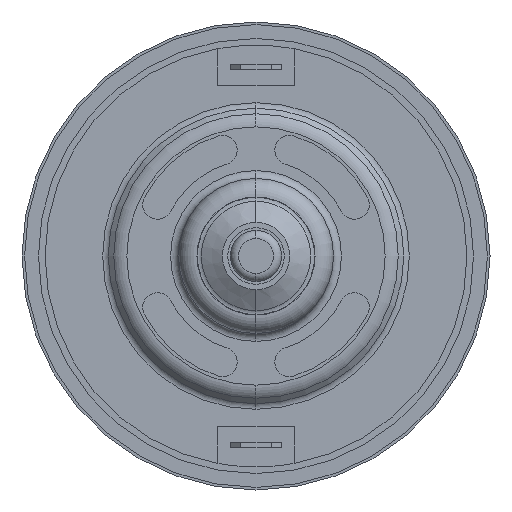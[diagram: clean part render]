
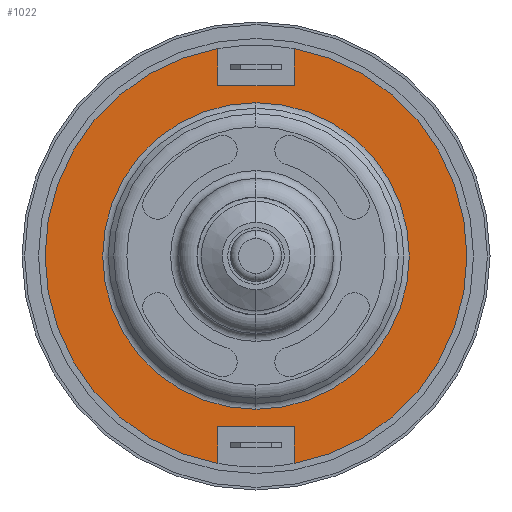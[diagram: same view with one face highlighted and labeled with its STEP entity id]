
A CAD part, left-side view. The second image highlights one B-rep face of the part: STEP entity #1022.
In plain terms, the highlighted planar face has unit normal (-1, 0, 0).
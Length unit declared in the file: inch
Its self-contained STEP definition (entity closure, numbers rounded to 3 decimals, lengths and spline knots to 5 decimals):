
#122 = CIRCLE ( 'NONE', #4794, 0.7985 ) ;
#136 = DIRECTION ( 'NONE',  ( 0., 1., 0. ) ) ;
#220 = CIRCLE ( 'NONE', #238, 0.58043 ) ;
#238 = AXIS2_PLACEMENT_3D ( 'NONE', #2518, #2187, #6242 ) ;
#252 = EDGE_CURVE ( 'NONE', #5326, #1915, #944, .T. ) ;
#320 = AXIS2_PLACEMENT_3D ( 'NONE', #3476, #5638, #1431 ) ;
#392 = VERTEX_POINT ( 'NONE', #1057 ) ;
#401 = VECTOR ( 'NONE', #3910, 39.37008 ) ;
#414 = LINE ( 'NONE', #2726, #401 ) ;
#509 = DIRECTION ( 'NONE',  ( 0., 0., 1. ) ) ;
#537 = CARTESIAN_POINT ( 'NONE',  ( 0.075, -0.144, -0.78541 ) ) ;
#611 = CIRCLE ( 'NONE', #4949, 0.7985 ) ;
#825 = CARTESIAN_POINT ( 'NONE',  ( 0.075, 0.144, 0.64541 ) ) ;
#855 = VECTOR ( 'NONE', #2503, 39.37008 ) ;
#944 = LINE ( 'NONE', #3666, #855 ) ;
#1022 = ADVANCED_FACE ( 'NONE', ( #4441, #4240 ), #6571, .T. ) ;
#1034 = CARTESIAN_POINT ( 'NONE',  ( 0.075, -0.144, 0.64541 ) ) ;
#1057 = CARTESIAN_POINT ( 'NONE',  ( 0.075, 0.144, 0.78541 ) ) ;
#1089 = DIRECTION ( 'NONE',  ( 0., 0., 1. ) ) ;
#1128 = ORIENTED_EDGE ( 'NONE', *, *, #4654, .T. ) ;
#1133 = CARTESIAN_POINT ( 'NONE',  ( 0.075, 0.144, 0.64541 ) ) ;
#1208 = VERTEX_POINT ( 'NONE', #1884 ) ;
#1431 = DIRECTION ( 'NONE',  ( 0., 0., 1. ) ) ;
#1440 = LINE ( 'NONE', #4190, #4992 ) ;
#1502 = VERTEX_POINT ( 'NONE', #4174 ) ;
#1512 = VECTOR ( 'NONE', #1089, 39.37008 ) ;
#1633 = LINE ( 'NONE', #4834, #1512 ) ;
#1683 = EDGE_LOOP ( 'NONE', ( #5911, #4823 ) ) ;
#1836 = CARTESIAN_POINT ( 'NONE',  ( 0.075, 0., 0. ) ) ;
#1851 = CIRCLE ( 'NONE', #5099, 0.58043 ) ;
#1884 = CARTESIAN_POINT ( 'NONE',  ( 0.075, 0., 0.58043 ) ) ;
#1915 = VERTEX_POINT ( 'NONE', #1034 ) ;
#1989 = EDGE_CURVE ( 'NONE', #1915, #4859, #1440, .T. ) ;
#2187 = DIRECTION ( 'NONE',  ( 1., 0., 0. ) ) ;
#2219 = DIRECTION ( 'NONE',  ( -1., 0., 0. ) ) ;
#2406 = EDGE_CURVE ( 'NONE', #1208, #6665, #220, .T. ) ;
#2503 = DIRECTION ( 'NONE',  ( 0., 0., -1. ) ) ;
#2518 = CARTESIAN_POINT ( 'NONE',  ( 0.075, 0., 0. ) ) ;
#2726 = CARTESIAN_POINT ( 'NONE',  ( 0.075, 0.144, -0.64541 ) ) ;
#2805 = ORIENTED_EDGE ( 'NONE', *, *, #6280, .T. ) ;
#2814 = VERTEX_POINT ( 'NONE', #6021 ) ;
#2902 = ORIENTED_EDGE ( 'NONE', *, *, #6441, .T. ) ;
#2917 = DIRECTION ( 'NONE',  ( 0., 0., 1. ) ) ;
#3135 = EDGE_LOOP ( 'NONE', ( #1128, #2902, #5258, #5871, #5370, #2805, #5411, #4086 ) ) ;
#3438 = LINE ( 'NONE', #825, #3447 ) ;
#3447 = VECTOR ( 'NONE', #6723, 39.37008 ) ;
#3476 = CARTESIAN_POINT ( 'NONE',  ( 0.075, 0., 0. ) ) ;
#3666 = CARTESIAN_POINT ( 'NONE',  ( 0.075, -0.144, 0.64541 ) ) ;
#3910 = DIRECTION ( 'NONE',  ( 0., 0., -1. ) ) ;
#4039 = EDGE_CURVE ( 'NONE', #6378, #1502, #5688, .T. ) ;
#4086 = ORIENTED_EDGE ( 'NONE', *, *, #1989, .T. ) ;
#4174 = CARTESIAN_POINT ( 'NONE',  ( 0.075, 0.144, -0.64541 ) ) ;
#4190 = CARTESIAN_POINT ( 'NONE',  ( 0.075, -0.144, 0.64541 ) ) ;
#4240 = FACE_BOUND ( 'NONE', #1683, .T. ) ;
#4441 = FACE_OUTER_BOUND ( 'NONE', #3135, .T. ) ;
#4654 = EDGE_CURVE ( 'NONE', #4859, #392, #3438, .T. ) ;
#4739 = VERTEX_POINT ( 'NONE', #537 ) ;
#4794 = AXIS2_PLACEMENT_3D ( 'NONE', #5141, #5666, #2917 ) ;
#4812 = DIRECTION ( 'NONE',  ( 0., 1., 0. ) ) ;
#4823 = ORIENTED_EDGE ( 'NONE', *, *, #6123, .T. ) ;
#4827 = DIRECTION ( 'NONE',  ( 0., 0., 1. ) ) ;
#4834 = CARTESIAN_POINT ( 'NONE',  ( 0.075, -0.144, -0.64541 ) ) ;
#4839 = CARTESIAN_POINT ( 'NONE',  ( 0.075, 0., -0.58043 ) ) ;
#4859 = VERTEX_POINT ( 'NONE', #1133 ) ;
#4949 = AXIS2_PLACEMENT_3D ( 'NONE', #1836, #2219, #4827 ) ;
#4992 = VECTOR ( 'NONE', #4812, 39.37008 ) ;
#5006 = CARTESIAN_POINT ( 'NONE',  ( 0.075, 0., 0. ) ) ;
#5099 = AXIS2_PLACEMENT_3D ( 'NONE', #5006, #5432, #509 ) ;
#5141 = CARTESIAN_POINT ( 'NONE',  ( 0.075, 0., 0. ) ) ;
#5258 = ORIENTED_EDGE ( 'NONE', *, *, #5500, .F. ) ;
#5326 = VERTEX_POINT ( 'NONE', #6719 ) ;
#5370 = ORIENTED_EDGE ( 'NONE', *, *, #6145, .F. ) ;
#5405 = CARTESIAN_POINT ( 'NONE',  ( 0.075, -0.144, -0.64541 ) ) ;
#5411 = ORIENTED_EDGE ( 'NONE', *, *, #252, .T. ) ;
#5432 = DIRECTION ( 'NONE',  ( 1., 0., 0. ) ) ;
#5500 = EDGE_CURVE ( 'NONE', #1502, #2814, #414, .T. ) ;
#5638 = DIRECTION ( 'NONE',  ( -1., 0., 0. ) ) ;
#5660 = VECTOR ( 'NONE', #136, 39.37008 ) ;
#5666 = DIRECTION ( 'NONE',  ( -1., 0., 0. ) ) ;
#5681 = CARTESIAN_POINT ( 'NONE',  ( 0.075, -0.144, -0.64541 ) ) ;
#5688 = LINE ( 'NONE', #5405, #5660 ) ;
#5871 = ORIENTED_EDGE ( 'NONE', *, *, #4039, .F. ) ;
#5911 = ORIENTED_EDGE ( 'NONE', *, *, #2406, .T. ) ;
#6021 = CARTESIAN_POINT ( 'NONE',  ( 0.075, 0.144, -0.78541 ) ) ;
#6123 = EDGE_CURVE ( 'NONE', #6665, #1208, #1851, .T. ) ;
#6145 = EDGE_CURVE ( 'NONE', #4739, #6378, #1633, .T. ) ;
#6242 = DIRECTION ( 'NONE',  ( 0., 0., 1. ) ) ;
#6280 = EDGE_CURVE ( 'NONE', #4739, #5326, #611, .T. ) ;
#6378 = VERTEX_POINT ( 'NONE', #5681 ) ;
#6441 = EDGE_CURVE ( 'NONE', #392, #2814, #122, .T. ) ;
#6571 = PLANE ( 'NONE',  #320 ) ;
#6665 = VERTEX_POINT ( 'NONE', #4839 ) ;
#6719 = CARTESIAN_POINT ( 'NONE',  ( 0.075, -0.144, 0.78541 ) ) ;
#6723 = DIRECTION ( 'NONE',  ( 0., 0., 1. ) ) ;
